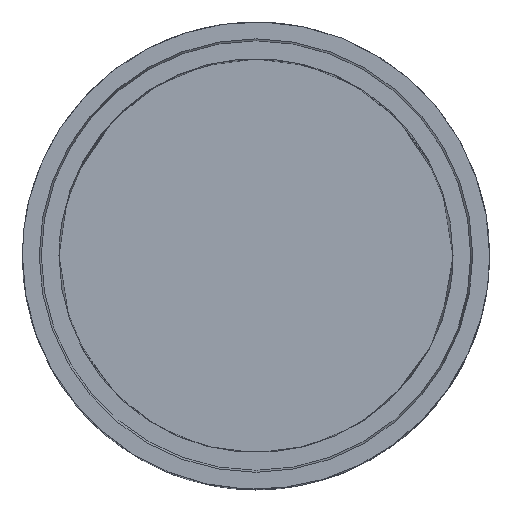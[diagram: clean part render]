
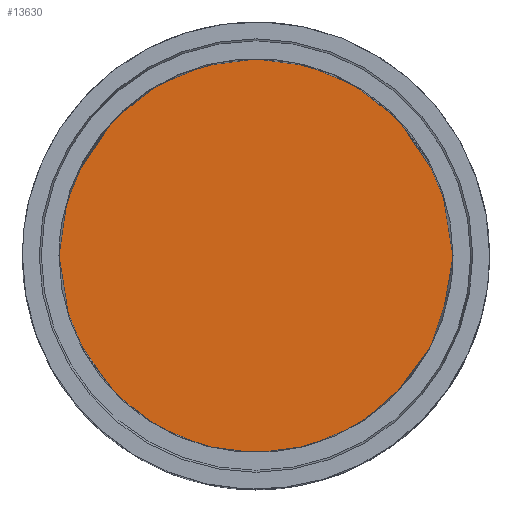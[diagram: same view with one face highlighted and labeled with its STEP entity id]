
A CAD part, top view. The second image highlights one B-rep face of the part: STEP entity #13630.
In plain terms, the highlighted planar face has unit normal (0, 0, 1).
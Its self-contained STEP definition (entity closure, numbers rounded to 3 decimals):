
#406 = CARTESIAN_POINT ( 'NONE',  ( 0., 0., 0. ) ) ;
#1620 = VERTEX_POINT ( 'NONE', #17356 ) ;
#1933 = DIRECTION ( 'NONE',  ( 1., 0., 0. ) ) ;
#3879 = AXIS2_PLACEMENT_3D ( 'NONE', #21395, #5012, #20093 ) ;
#4744 = DIRECTION ( 'NONE',  ( 0., 0., 1. ) ) ;
#5012 = DIRECTION ( 'NONE',  ( 0., 0., 1. ) ) ;
#6945 = DIRECTION ( 'NONE',  ( 0., 0., 1. ) ) ;
#7704 = ORIENTED_EDGE ( 'NONE', *, *, #17507, .T. ) ;
#8226 = VERTEX_POINT ( 'NONE', #12850 ) ;
#10252 = PLANE ( 'NONE',  #3879 ) ;
#10513 = AXIS2_PLACEMENT_3D ( 'NONE', #406, #6945, #1933 ) ;
#10869 = AXIS2_PLACEMENT_3D ( 'NONE', #13784, #4744, #11408 ) ;
#11408 = DIRECTION ( 'NONE',  ( 1., 0., 0. ) ) ;
#12850 = CARTESIAN_POINT ( 'NONE',  ( 500., 0., 0. ) ) ;
#13357 = EDGE_CURVE ( 'NONE', #1620, #8226, #21318, .T. ) ;
#13630 = ADVANCED_FACE ( 'NONE', ( #18560 ), #10252, .T. ) ;
#13784 = CARTESIAN_POINT ( 'NONE',  ( 0., 0., 0. ) ) ;
#16101 = EDGE_LOOP ( 'NONE', ( #7704, #16845 ) ) ;
#16845 = ORIENTED_EDGE ( 'NONE', *, *, #13357, .T. ) ;
#17356 = CARTESIAN_POINT ( 'NONE',  ( -500., 0., 0. ) ) ;
#17507 = EDGE_CURVE ( 'NONE', #8226, #1620, #20288, .T. ) ;
#18560 = FACE_OUTER_BOUND ( 'NONE', #16101, .T. ) ;
#20093 = DIRECTION ( 'NONE',  ( 1., 0., 0. ) ) ;
#20288 = CIRCLE ( 'NONE', #10869, 500. ) ;
#21318 = CIRCLE ( 'NONE', #10513, 500. ) ;
#21395 = CARTESIAN_POINT ( 'NONE',  ( 0., 0., 0. ) ) ;
